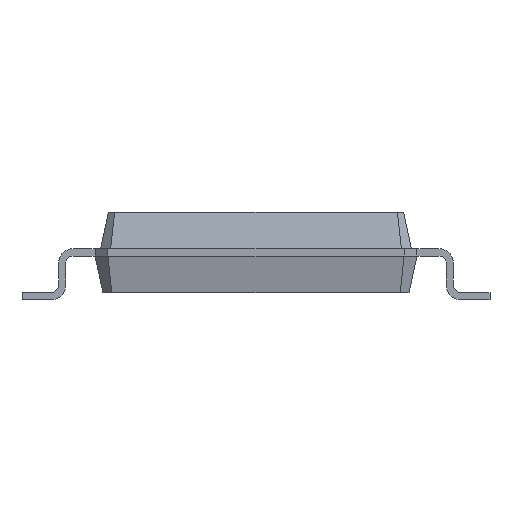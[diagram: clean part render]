
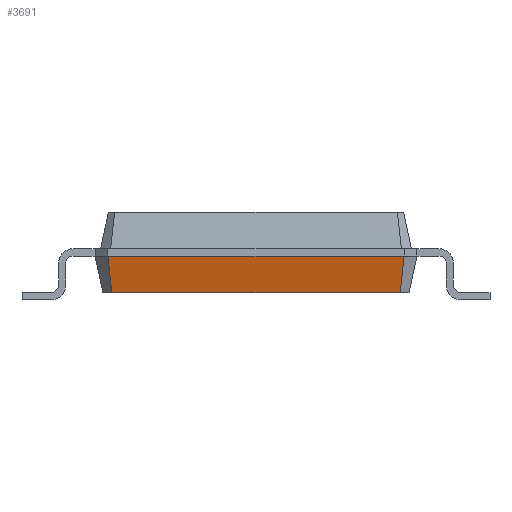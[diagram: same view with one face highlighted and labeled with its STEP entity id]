
A CAD part, left-side view. The second image highlights one B-rep face of the part: STEP entity #3691.
In plain terms, the highlighted free-form (B-spline) face has degree [1, 1] with [2, 2] control points.
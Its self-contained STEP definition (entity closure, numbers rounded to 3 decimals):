
#810 = PLANE('',#811);
#811 = AXIS2_PLACEMENT_3D('',#812,#813,#814);
#812 = CARTESIAN_POINT('',(-2.394,-1.972,0.1));
#813 = DIRECTION('',(0.,0.,-1.));
#814 = DIRECTION('',(0.772,0.636,0.));
#837 = B_SPLINE_SURFACE_WITH_KNOTS('',1,1,(
    (#838,#839)
    ,(#840,#841
    )),.UNSPECIFIED.,.F.,.F.,.F.,(2,2),(2,2),(0.,0.247),(0.,1.)
  ,.PIECEWISE_BEZIER_KNOTS.);
#838 = CARTESIAN_POINT('',(-2.272,-2.094,0.1));
#839 = CARTESIAN_POINT('',(-2.325,-2.2,0.6));
#840 = CARTESIAN_POINT('',(-2.394,-1.972,0.1));
#841 = CARTESIAN_POINT('',(-2.5,-2.025,0.6));
#1639 = EDGE_CURVE('',#1640,#1642,#1644,.T.);
#1640 = VERTEX_POINT('',#1641);
#1641 = CARTESIAN_POINT('',(-2.394,-1.972,0.1));
#1642 = VERTEX_POINT('',#1643);
#1643 = CARTESIAN_POINT('',(-2.394,1.972,0.1));
#1644 = SURFACE_CURVE('',#1645,(#1649,#1656),.PCURVE_S1.);
#1645 = LINE('',#1646,#1647);
#1646 = CARTESIAN_POINT('',(-2.394,-1.972,0.1));
#1647 = VECTOR('',#1648,1.);
#1648 = DIRECTION('',(0.,1.,0.));
#1649 = PCURVE('',#810,#1650);
#1650 = DEFINITIONAL_REPRESENTATION('',(#1651),#1655);
#1651 = LINE('',#1652,#1653);
#1652 = CARTESIAN_POINT('',(0.,0.));
#1653 = VECTOR('',#1654,1.);
#1654 = DIRECTION('',(0.636,-0.772));
#1655 = ( GEOMETRIC_REPRESENTATION_CONTEXT(2) 
PARAMETRIC_REPRESENTATION_CONTEXT() REPRESENTATION_CONTEXT('2D SPACE',''
  ) );
#1656 = PCURVE('',#1657,#1662);
#1657 = B_SPLINE_SURFACE_WITH_KNOTS('',1,1,(
    (#1658,#1659)
    ,(#1660,#1661
    )),.UNSPECIFIED.,.F.,.F.,.F.,(2,2),(2,2),(0.,4.05),(0.,1.),
  .PIECEWISE_BEZIER_KNOTS.);
#1658 = CARTESIAN_POINT('',(-2.394,-1.972,0.1));
#1659 = CARTESIAN_POINT('',(-2.5,-2.025,0.6));
#1660 = CARTESIAN_POINT('',(-2.394,1.972,0.1));
#1661 = CARTESIAN_POINT('',(-2.5,2.025,0.6));
#1662 = DEFINITIONAL_REPRESENTATION('',(#1663),#1666);
#1663 = B_SPLINE_CURVE_WITH_KNOTS('',1,(#1664,#1665),.UNSPECIFIED.,.F.,
  .F.,(2,2),(0.,3.944),.PIECEWISE_BEZIER_KNOTS.);
#1664 = CARTESIAN_POINT('',(0.,0.));
#1665 = CARTESIAN_POINT('',(4.05,0.));
#1666 = ( GEOMETRIC_REPRESENTATION_CONTEXT(2) 
PARAMETRIC_REPRESENTATION_CONTEXT() REPRESENTATION_CONTEXT('2D SPACE',''
  ) );
#1684 = B_SPLINE_SURFACE_WITH_KNOTS('',1,1,(
    (#1685,#1686)
    ,(#1687,#1688
    )),.UNSPECIFIED.,.F.,.F.,.F.,(2,2),(2,2),(0.,0.247),(0.,1.)
  ,.PIECEWISE_BEZIER_KNOTS.);
#1685 = CARTESIAN_POINT('',(-2.394,1.972,0.1));
#1686 = CARTESIAN_POINT('',(-2.5,2.025,0.6));
#1687 = CARTESIAN_POINT('',(-2.272,2.094,0.1));
#1688 = CARTESIAN_POINT('',(-2.325,2.2,0.6));
#1874 = EDGE_CURVE('',#1640,#1875,#1877,.T.);
#1875 = VERTEX_POINT('',#1876);
#1876 = CARTESIAN_POINT('',(-2.5,-2.025,0.6));
#1877 = SURFACE_CURVE('',#1878,(#1881,#1888),.PCURVE_S1.);
#1878 = B_SPLINE_CURVE_WITH_KNOTS('',1,(#1879,#1880),.UNSPECIFIED.,.F.,
  .F.,(2,2),(0.,1.),.PIECEWISE_BEZIER_KNOTS.);
#1879 = CARTESIAN_POINT('',(-2.394,-1.972,0.1));
#1880 = CARTESIAN_POINT('',(-2.5,-2.025,0.6));
#1881 = PCURVE('',#837,#1882);
#1882 = DEFINITIONAL_REPRESENTATION('',(#1883),#1887);
#1883 = LINE('',#1884,#1885);
#1884 = CARTESIAN_POINT('',(0.247,0.));
#1885 = VECTOR('',#1886,1.);
#1886 = DIRECTION('',(0.,1.));
#1887 = ( GEOMETRIC_REPRESENTATION_CONTEXT(2) 
PARAMETRIC_REPRESENTATION_CONTEXT() REPRESENTATION_CONTEXT('2D SPACE',''
  ) );
#1888 = PCURVE('',#1657,#1889);
#1889 = DEFINITIONAL_REPRESENTATION('',(#1890),#1894);
#1890 = LINE('',#1891,#1892);
#1891 = CARTESIAN_POINT('',(0.,0.));
#1892 = VECTOR('',#1893,1.);
#1893 = DIRECTION('',(0.,1.));
#1894 = ( GEOMETRIC_REPRESENTATION_CONTEXT(2) 
PARAMETRIC_REPRESENTATION_CONTEXT() REPRESENTATION_CONTEXT('2D SPACE',''
  ) );
#3659 = PLANE('',#3660);
#3660 = AXIS2_PLACEMENT_3D('',#3661,#3662,#3663);
#3661 = CARTESIAN_POINT('',(-2.5,-2.025,0.7));
#3662 = DIRECTION('',(1.,0.,0.));
#3663 = DIRECTION('',(0.,1.,0.));
#3691 = ADVANCED_FACE('',(#3692),#1657,.F.);
#3692 = FACE_BOUND('',#3693,.F.);
#3693 = EDGE_LOOP('',(#3694,#3695,#3717,#3738));
#3694 = ORIENTED_EDGE('',*,*,#1639,.T.);
#3695 = ORIENTED_EDGE('',*,*,#3696,.T.);
#3696 = EDGE_CURVE('',#1642,#3697,#3699,.T.);
#3697 = VERTEX_POINT('',#3698);
#3698 = CARTESIAN_POINT('',(-2.5,2.025,0.6));
#3699 = SURFACE_CURVE('',#3700,(#3703,#3710),.PCURVE_S1.);
#3700 = B_SPLINE_CURVE_WITH_KNOTS('',1,(#3701,#3702),.UNSPECIFIED.,.F.,
  .F.,(2,2),(0.,1.),.PIECEWISE_BEZIER_KNOTS.);
#3701 = CARTESIAN_POINT('',(-2.394,1.972,0.1));
#3702 = CARTESIAN_POINT('',(-2.5,2.025,0.6));
#3703 = PCURVE('',#1657,#3704);
#3704 = DEFINITIONAL_REPRESENTATION('',(#3705),#3709);
#3705 = LINE('',#3706,#3707);
#3706 = CARTESIAN_POINT('',(4.05,0.));
#3707 = VECTOR('',#3708,1.);
#3708 = DIRECTION('',(0.,1.));
#3709 = ( GEOMETRIC_REPRESENTATION_CONTEXT(2) 
PARAMETRIC_REPRESENTATION_CONTEXT() REPRESENTATION_CONTEXT('2D SPACE',''
  ) );
#3710 = PCURVE('',#1684,#3711);
#3711 = DEFINITIONAL_REPRESENTATION('',(#3712),#3716);
#3712 = LINE('',#3713,#3714);
#3713 = CARTESIAN_POINT('',(0.,0.));
#3714 = VECTOR('',#3715,1.);
#3715 = DIRECTION('',(0.,1.));
#3716 = ( GEOMETRIC_REPRESENTATION_CONTEXT(2) 
PARAMETRIC_REPRESENTATION_CONTEXT() REPRESENTATION_CONTEXT('2D SPACE',''
  ) );
#3717 = ORIENTED_EDGE('',*,*,#3718,.F.);
#3718 = EDGE_CURVE('',#1875,#3697,#3719,.T.);
#3719 = SURFACE_CURVE('',#3720,(#3724,#3731),.PCURVE_S1.);
#3720 = LINE('',#3721,#3722);
#3721 = CARTESIAN_POINT('',(-2.5,-2.025,0.6));
#3722 = VECTOR('',#3723,1.);
#3723 = DIRECTION('',(0.,1.,0.));
#3724 = PCURVE('',#1657,#3725);
#3725 = DEFINITIONAL_REPRESENTATION('',(#3726),#3730);
#3726 = LINE('',#3727,#3728);
#3727 = CARTESIAN_POINT('',(0.,1.));
#3728 = VECTOR('',#3729,1.);
#3729 = DIRECTION('',(1.,0.));
#3730 = ( GEOMETRIC_REPRESENTATION_CONTEXT(2) 
PARAMETRIC_REPRESENTATION_CONTEXT() REPRESENTATION_CONTEXT('2D SPACE',''
  ) );
#3731 = PCURVE('',#3659,#3732);
#3732 = DEFINITIONAL_REPRESENTATION('',(#3733),#3737);
#3733 = LINE('',#3734,#3735);
#3734 = CARTESIAN_POINT('',(0.,-0.1));
#3735 = VECTOR('',#3736,1.);
#3736 = DIRECTION('',(1.,0.));
#3737 = ( GEOMETRIC_REPRESENTATION_CONTEXT(2) 
PARAMETRIC_REPRESENTATION_CONTEXT() REPRESENTATION_CONTEXT('2D SPACE',''
  ) );
#3738 = ORIENTED_EDGE('',*,*,#1874,.F.);
